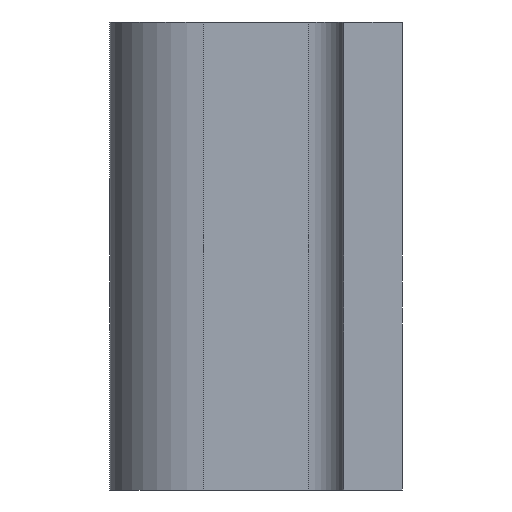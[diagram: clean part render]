
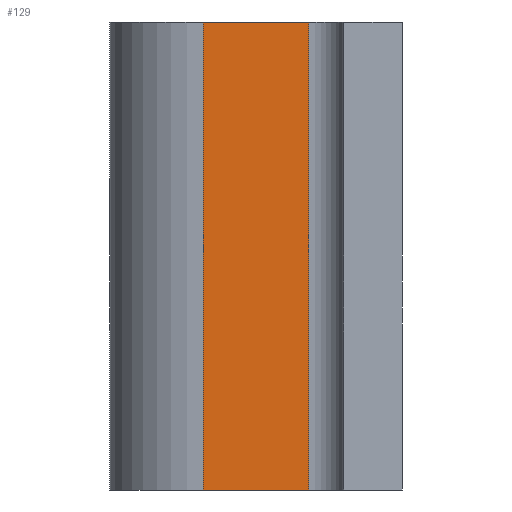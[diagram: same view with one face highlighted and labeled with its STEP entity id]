
A CAD part, left-side view. The second image highlights one B-rep face of the part: STEP entity #129.
In plain terms, the highlighted planar face has unit normal (-1, 0, 0).
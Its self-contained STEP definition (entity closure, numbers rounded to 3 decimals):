
#7 = DIRECTION ( 'NONE',  ( 0., 1., 0. ) ) ;
#73 = ORIENTED_EDGE ( 'NONE', *, *, #744, .T. ) ;
#99 = LINE ( 'NONE', #450, #945 ) ;
#129 = ADVANCED_FACE ( 'NONE', ( #133 ), #483, .T. ) ;
#131 = ORIENTED_EDGE ( 'NONE', *, *, #345, .F. ) ;
#133 = FACE_OUTER_BOUND ( 'NONE', #682, .T. ) ;
#160 = CARTESIAN_POINT ( 'NONE',  ( -26.5, -3., -20. ) ) ;
#192 = CARTESIAN_POINT ( 'NONE',  ( -26.5, -12., 20. ) ) ;
#215 = VECTOR ( 'NONE', #7, 1000. ) ;
#345 = EDGE_CURVE ( 'NONE', #864, #725, #656, .T. ) ;
#409 = VERTEX_POINT ( 'NONE', #1126 ) ;
#450 = CARTESIAN_POINT ( 'NONE',  ( -26.5, 0., -20. ) ) ;
#467 = DIRECTION ( 'NONE',  ( 0., 1., 0. ) ) ;
#483 = PLANE ( 'NONE',  #903 ) ;
#527 = EDGE_CURVE ( 'NONE', #409, #1132, #989, .T. ) ;
#591 = ORIENTED_EDGE ( 'NONE', *, *, #658, .F. ) ;
#607 = DIRECTION ( 'NONE',  ( 0., 0., -1. ) ) ;
#646 = CARTESIAN_POINT ( 'NONE',  ( -26.5, -12., 20. ) ) ;
#656 = LINE ( 'NONE', #646, #1058 ) ;
#658 = EDGE_CURVE ( 'NONE', #725, #1132, #99, .T. ) ;
#669 = CARTESIAN_POINT ( 'NONE',  ( -26.5, 0., 20. ) ) ;
#682 = EDGE_LOOP ( 'NONE', ( #591, #131, #73, #1031 ) ) ;
#717 = VECTOR ( 'NONE', #607, 1000. ) ;
#725 = VERTEX_POINT ( 'NONE', #1002 ) ;
#744 = EDGE_CURVE ( 'NONE', #864, #409, #1178, .T. ) ;
#864 = VERTEX_POINT ( 'NONE', #192 ) ;
#903 = AXIS2_PLACEMENT_3D ( 'NONE', #669, #1037, #939 ) ;
#939 = DIRECTION ( 'NONE',  ( 0., -1., 0. ) ) ;
#945 = VECTOR ( 'NONE', #467, 1000. ) ;
#989 = LINE ( 'NONE', #1071, #717 ) ;
#997 = CARTESIAN_POINT ( 'NONE',  ( -26.5, 0., 20. ) ) ;
#1002 = CARTESIAN_POINT ( 'NONE',  ( -26.5, -12., -20. ) ) ;
#1024 = DIRECTION ( 'NONE',  ( 0., 0., -1. ) ) ;
#1031 = ORIENTED_EDGE ( 'NONE', *, *, #527, .T. ) ;
#1037 = DIRECTION ( 'NONE',  ( -1., 0., 0. ) ) ;
#1058 = VECTOR ( 'NONE', #1024, 1000. ) ;
#1071 = CARTESIAN_POINT ( 'NONE',  ( -26.5, -3., 20. ) ) ;
#1126 = CARTESIAN_POINT ( 'NONE',  ( -26.5, -3., 20. ) ) ;
#1132 = VERTEX_POINT ( 'NONE', #160 ) ;
#1178 = LINE ( 'NONE', #997, #215 ) ;
